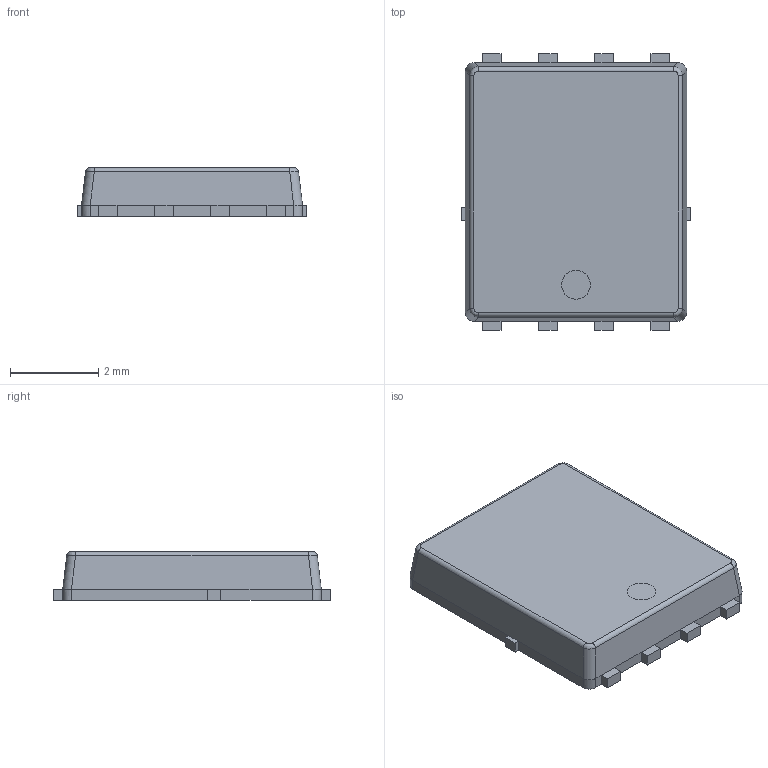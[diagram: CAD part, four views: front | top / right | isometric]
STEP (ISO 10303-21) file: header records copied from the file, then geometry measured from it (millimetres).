
FILE_DESCRIPTION(('STEP AP214'), '1');
FILE_NAME('Fair_Power56_PQFN08AREV10', '2017-04-07T23:23:05', ('Nobody'), (''), 'ASCON STEP Converter 1.3', 'ASCON Math Kernel', '');
FILE_SCHEMA(('AUTOMOTIVE_DESIGN { 1 0 10303 214 3 1 1}'));
Length unit declared in the file: millimetre
Bounding box: 5.2 x 6.25 x 1.1 mm (x, y, z)
Volume: 31.3 mm3; surface area: 127 mm2
Topology: 6 solids, 6 shells, 151 faces, 407 edges, 274 vertices
Faces by surface type: plane 135, cylinder 12, bspline 4
Entity records: 5977 total; most frequent: CARTESIAN_POINT 928, ORIENTED_EDGE 770, DIRECTION 708, EDGE_CURVE 387, LINE 386, VECTOR 386, VERTEX_POINT 249, COLOUR_RGB 162
